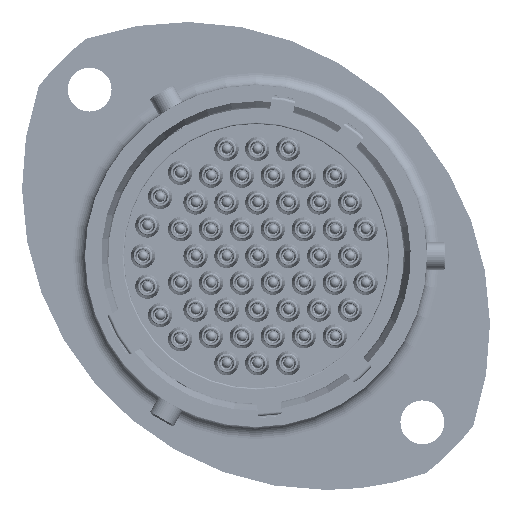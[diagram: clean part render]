
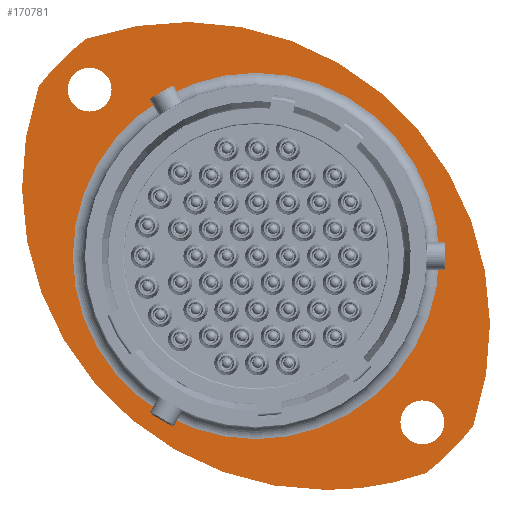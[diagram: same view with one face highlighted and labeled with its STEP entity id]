
A CAD part, left-side view. The second image highlights one B-rep face of the part: STEP entity #170781.
In plain terms, the highlighted planar face has unit normal (-1, 0, 0).
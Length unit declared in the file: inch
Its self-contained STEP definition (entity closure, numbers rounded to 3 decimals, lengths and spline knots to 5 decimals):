
#741 = FACE_OUTER_BOUND ( 'NONE', #169929, .T. ) ;
#4644 = EDGE_CURVE ( 'NONE', #139616, #15415, #213141, .T. ) ;
#5629 = CIRCLE ( 'NONE', #15421, 0.88583 ) ;
#5864 = AXIS2_PLACEMENT_3D ( 'NONE', #167543, #67948, #184297 ) ;
#6248 = CIRCLE ( 'NONE', #33594, 0.80315 ) ;
#6760 = VERTEX_POINT ( 'NONE', #150032 ) ;
#7657 = DIRECTION ( 'NONE',  ( 0., 0., -1. ) ) ;
#10633 = EDGE_CURVE ( 'NONE', #154523, #20683, #69504, .T. ) ;
#11572 = CARTESIAN_POINT ( 'NONE',  ( 0.62913, 0.20462, -0.20462 ) ) ;
#15415 = VERTEX_POINT ( 'NONE', #173408 ) ;
#15421 = AXIS2_PLACEMENT_3D ( 'NONE', #11572, #127919, #28266 ) ;
#16812 = CIRCLE ( 'NONE', #5864, 0.53327 ) ;
#19946 = ORIENTED_EDGE ( 'NONE', *, *, #10633, .T. ) ;
#20683 = VERTEX_POINT ( 'NONE', #77734 ) ;
#21965 = ORIENTED_EDGE ( 'NONE', *, *, #198838, .T. ) ;
#22725 = AXIS2_PLACEMENT_3D ( 'NONE', #192773, #93063, #209491 ) ;
#22786 = AXIS2_PLACEMENT_3D ( 'NONE', #96779, #213223, #113532 ) ;
#22934 = CARTESIAN_POINT ( 'NONE',  ( 0.62913, -0.20462, -0.68121 ) ) ;
#27069 = CARTESIAN_POINT ( 'NONE',  ( 0.62913, -0.4844, -0.54837 ) ) ;
#27389 = VERTEX_POINT ( 'NONE', #208772 ) ;
#28266 = DIRECTION ( 'NONE',  ( 0., 0., -1. ) ) ;
#31011 = CARTESIAN_POINT ( 'NONE',  ( 0.62913, 0.63209, 0.49549 ) ) ;
#33594 = AXIS2_PLACEMENT_3D ( 'NONE', #166194, #66532, #182956 ) ;
#40871 = ORIENTED_EDGE ( 'NONE', *, *, #114318, .F. ) ;
#44931 = CARTESIAN_POINT ( 'NONE',  ( 0.62913, -0.63209, -0.49549 ) ) ;
#50103 = EDGE_CURVE ( 'NONE', #91194, #101172, #120000, .T. ) ;
#51701 = DIRECTION ( 'NONE',  ( 1., 0., 0. ) ) ;
#60386 = CARTESIAN_POINT ( 'NONE',  ( 0.62913, 0., 0. ) ) ;
#62709 = ORIENTED_EDGE ( 'NONE', *, *, #161592, .T. ) ;
#63039 = ORIENTED_EDGE ( 'NONE', *, *, #69762, .T. ) ;
#65601 = EDGE_CURVE ( 'NONE', #20683, #142816, #6248, .T. ) ;
#66532 = DIRECTION ( 'NONE',  ( -1., 0., 0. ) ) ;
#67948 = DIRECTION ( 'NONE',  ( 1., 0., 0. ) ) ;
#68042 = CIRCLE ( 'NONE', #22725, 0.80315 ) ;
#69504 = CIRCLE ( 'NONE', #85836, 0.88583 ) ;
#69762 = EDGE_CURVE ( 'NONE', #15415, #139616, #16812, .T. ) ;
#70657 = EDGE_LOOP ( 'NONE', ( #109892, #128970 ) ) ;
#73873 = DIRECTION ( 'NONE',  ( -1., 0., 0. ) ) ;
#77091 = DIRECTION ( 'NONE',  ( 0., 0., -1. ) ) ;
#77734 = CARTESIAN_POINT ( 'NONE',  ( 0.62913, -0.49549, -0.63209 ) ) ;
#80516 = CARTESIAN_POINT ( 'NONE',  ( 0.62913, -0.4844, -0.4844 ) ) ;
#82106 = CARTESIAN_POINT ( 'NONE',  ( 0.62913, -0.20462, 0.20462 ) ) ;
#84402 = CARTESIAN_POINT ( 'NONE',  ( 0.62913, 0.4844, 0.42042 ) ) ;
#85459 = DIRECTION ( 'NONE',  ( -1., 0., 0. ) ) ;
#85836 = AXIS2_PLACEMENT_3D ( 'NONE', #82106, #198603, #98792 ) ;
#85870 = AXIS2_PLACEMENT_3D ( 'NONE', #185211, #85459, #201925 ) ;
#89171 = FACE_BOUND ( 'NONE', #130497, .T. ) ;
#91194 = VERTEX_POINT ( 'NONE', #27069 ) ;
#92789 = ORIENTED_EDGE ( 'NONE', *, *, #129309, .F. ) ;
#93063 = DIRECTION ( 'NONE',  ( -1., 0., 0. ) ) ;
#96779 = CARTESIAN_POINT ( 'NONE',  ( 0.62913, 0.4844, 0.4844 ) ) ;
#97189 = DIRECTION ( 'NONE',  ( 0., 0., -1. ) ) ;
#98792 = DIRECTION ( 'NONE',  ( 0., 0., -1. ) ) ;
#101172 = VERTEX_POINT ( 'NONE', #208710 ) ;
#107146 = DIRECTION ( 'NONE',  ( -1., 0., 0. ) ) ;
#109892 = ORIENTED_EDGE ( 'NONE', *, *, #50103, .F. ) ;
#111044 = CIRCLE ( 'NONE', #122367, 0.06398 ) ;
#113258 = ORIENTED_EDGE ( 'NONE', *, *, #65601, .T. ) ;
#113532 = DIRECTION ( 'NONE',  ( 0., 0., -1. ) ) ;
#114318 = EDGE_CURVE ( 'NONE', #157064, #6760, #137427, .T. ) ;
#119232 = ORIENTED_EDGE ( 'NONE', *, *, #4644, .T. ) ;
#120000 = CIRCLE ( 'NONE', #85870, 0.06398 ) ;
#120644 = AXIS2_PLACEMENT_3D ( 'NONE', #60386, #176867, #77091 ) ;
#122367 = AXIS2_PLACEMENT_3D ( 'NONE', #80516, #196953, #97189 ) ;
#126611 = CIRCLE ( 'NONE', #149858, 0.88583 ) ;
#127919 = DIRECTION ( 'NONE',  ( -1., 0., 0. ) ) ;
#128970 = ORIENTED_EDGE ( 'NONE', *, *, #189876, .F. ) ;
#129309 = EDGE_CURVE ( 'NONE', #6760, #157064, #156145, .T. ) ;
#130497 = EDGE_LOOP ( 'NONE', ( #63039, #119232 ) ) ;
#133450 = FACE_BOUND ( 'NONE', #70657, .T. ) ;
#133925 = PLANE ( 'NONE',  #167526 ) ;
#134561 = EDGE_LOOP ( 'NONE', ( #40871, #92789 ) ) ;
#137427 = CIRCLE ( 'NONE', #214142, 0.06398 ) ;
#139616 = VERTEX_POINT ( 'NONE', #180285 ) ;
#142816 = VERTEX_POINT ( 'NONE', #44931 ) ;
#148730 = ORIENTED_EDGE ( 'NONE', *, *, #199799, .T. ) ;
#149858 = AXIS2_PLACEMENT_3D ( 'NONE', #206922, #107146, #7657 ) ;
#150032 = CARTESIAN_POINT ( 'NONE',  ( 0.62913, 0.4844, 0.54837 ) ) ;
#151404 = CARTESIAN_POINT ( 'NONE',  ( 0.62913, 0.49783, 0. ) ) ;
#154523 = VERTEX_POINT ( 'NONE', #22934 ) ;
#156145 = CIRCLE ( 'NONE', #22786, 0.06398 ) ;
#157064 = VERTEX_POINT ( 'NONE', #84402 ) ;
#161592 = EDGE_CURVE ( 'NONE', #142816, #27389, #5629, .T. ) ;
#166194 = CARTESIAN_POINT ( 'NONE',  ( 0.62913, 0., 0. ) ) ;
#167526 = AXIS2_PLACEMENT_3D ( 'NONE', #151404, #51701, #168102 ) ;
#167543 = CARTESIAN_POINT ( 'NONE',  ( 0.62913, 0., 0. ) ) ;
#168102 = DIRECTION ( 'NONE',  ( 0., 0., -1. ) ) ;
#169929 = EDGE_LOOP ( 'NONE', ( #148730, #19946, #113258, #62709, #21965 ) ) ;
#170781 = ADVANCED_FACE ( 'NONE', ( #133450, #89171, #177789, #741 ), #133925, .F. ) ;
#173408 = CARTESIAN_POINT ( 'NONE',  ( 0.62913, 0., -0.53327 ) ) ;
#173488 = CARTESIAN_POINT ( 'NONE',  ( 0.62913, 0.4844, 0.4844 ) ) ;
#173932 = VERTEX_POINT ( 'NONE', #31011 ) ;
#176867 = DIRECTION ( 'NONE',  ( 1., 0., 0. ) ) ;
#177789 = FACE_BOUND ( 'NONE', #134561, .T. ) ;
#180285 = CARTESIAN_POINT ( 'NONE',  ( 0.62913, 0., 0.53327 ) ) ;
#182956 = DIRECTION ( 'NONE',  ( 0., 0., 1. ) ) ;
#184297 = DIRECTION ( 'NONE',  ( 0., 0., -1. ) ) ;
#185211 = CARTESIAN_POINT ( 'NONE',  ( 0.62913, -0.4844, -0.4844 ) ) ;
#189876 = EDGE_CURVE ( 'NONE', #101172, #91194, #111044, .T. ) ;
#190212 = DIRECTION ( 'NONE',  ( 0., 0., -1. ) ) ;
#192773 = CARTESIAN_POINT ( 'NONE',  ( 0.62913, 0., 0. ) ) ;
#196953 = DIRECTION ( 'NONE',  ( -1., 0., 0. ) ) ;
#198603 = DIRECTION ( 'NONE',  ( -1., 0., 0. ) ) ;
#198838 = EDGE_CURVE ( 'NONE', #27389, #173932, #68042, .T. ) ;
#199799 = EDGE_CURVE ( 'NONE', #173932, #154523, #126611, .T. ) ;
#201925 = DIRECTION ( 'NONE',  ( 0., 0., -1. ) ) ;
#206922 = CARTESIAN_POINT ( 'NONE',  ( 0.62913, -0.20462, 0.20462 ) ) ;
#208710 = CARTESIAN_POINT ( 'NONE',  ( 0.62913, -0.4844, -0.42042 ) ) ;
#208772 = CARTESIAN_POINT ( 'NONE',  ( 0.62913, 0.49549, 0.63209 ) ) ;
#209491 = DIRECTION ( 'NONE',  ( 0., 0., 1. ) ) ;
#213141 = CIRCLE ( 'NONE', #120644, 0.53327 ) ;
#213223 = DIRECTION ( 'NONE',  ( -1., 0., 0. ) ) ;
#214142 = AXIS2_PLACEMENT_3D ( 'NONE', #173488, #73873, #190212 ) ;
